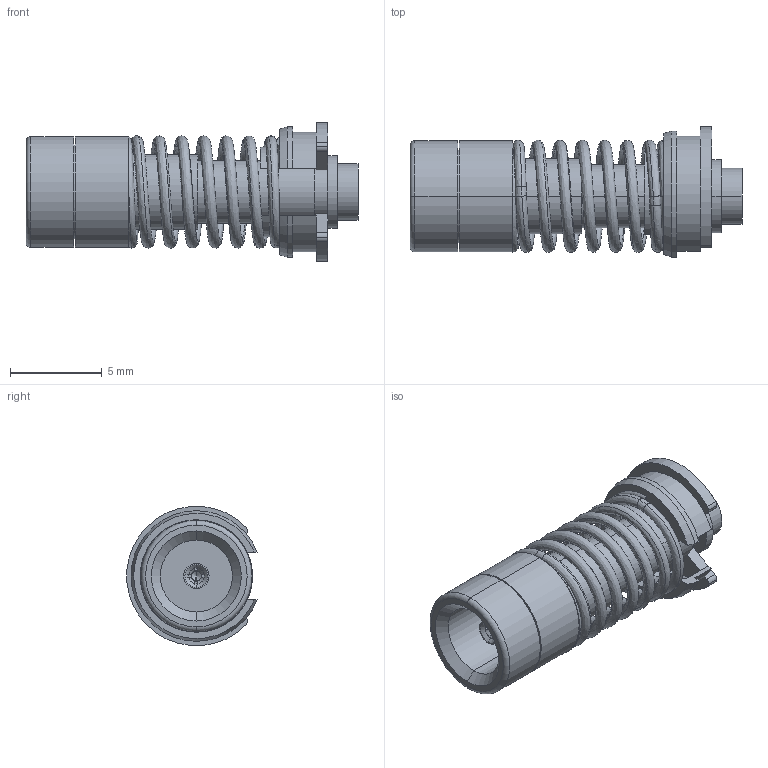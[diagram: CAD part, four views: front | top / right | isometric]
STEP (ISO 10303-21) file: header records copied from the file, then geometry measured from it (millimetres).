
FILE_DESCRIPTION (( 'STEP AP214' ), '1' );
FILE_NAME ('FMCN5136_3D.step', '2024-05-23T14:57:31', ( '' ), ( '' ), 'SwSTEP 2.0', 'SolidWorks 2022', '' );
FILE_SCHEMA (( 'AUTOMOTIVE_DESIGN' ));
Length unit declared in the file: millimetre
Products named in the file (1): FMCN5136_3D
Bounding box: 18.05 x 7.08 x 7.55 mm (x, y, z)
Volume: 287.5 mm3; surface area: 911.8 mm2
Topology: 5 solids, 5 shells, 129 faces, 310 edges, 200 vertices
Faces by surface type: cylinder 52, plane 49, cone 12, bspline 10, torus 6
Entity records: 9351 total; most frequent: CARTESIAN_POINT 6247, DIRECTION 666, ORIENTED_EDGE 616, EDGE_CURVE 308, AXIS2_PLACEMENT_3D 270, VERTEX_POINT 200, CIRCLE 150, EDGE_LOOP 142
